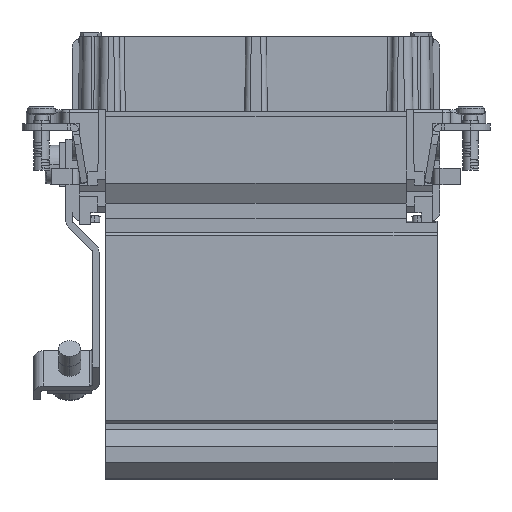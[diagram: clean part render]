
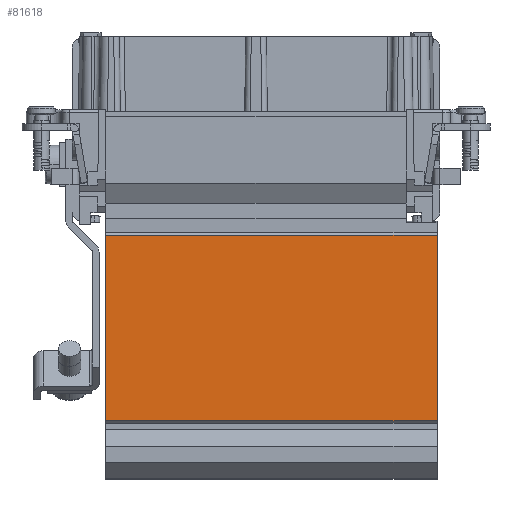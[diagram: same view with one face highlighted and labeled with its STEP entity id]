
A CAD part, left-side view. The second image highlights one B-rep face of the part: STEP entity #81618.
In plain terms, the highlighted planar face has unit normal (-1, 0, 0).
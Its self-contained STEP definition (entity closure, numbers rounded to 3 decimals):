
#2601=DIRECTION('',(0.,0.,-1.));
#2602=VECTOR('',#2601,33.467);
#2603=CARTESIAN_POINT('',(-16.851,-85.079,-20.145));
#2604=LINE('',#2603,#2602);
#4603=DIRECTION('',(0.,0.,-1.));
#4604=VECTOR('',#4603,33.467);
#4605=CARTESIAN_POINT('',(-16.851,-25.296,-20.145));
#4606=LINE('',#4605,#4604);
#27628=DIRECTION('',(0.,-1.,0.));
#27629=VECTOR('',#27628,59.783);
#27630=CARTESIAN_POINT('',(-16.851,-25.296,-20.145));
#27631=LINE('',#27630,#27629);
#27632=DIRECTION('',(0.,-1.,0.));
#27633=VECTOR('',#27632,59.783);
#27634=CARTESIAN_POINT('',(-16.851,-25.296,-53.612));
#27635=LINE('',#27634,#27633);
#41900=CARTESIAN_POINT('',(-16.851,-25.296,-20.145));
#41901=VERTEX_POINT('',#41900);
#41902=CARTESIAN_POINT('',(-16.851,-25.296,-53.612));
#41903=VERTEX_POINT('',#41902);
#42090=CARTESIAN_POINT('',(-16.851,-85.079,-20.145));
#42091=VERTEX_POINT('',#42090);
#42092=CARTESIAN_POINT('',(-16.851,-85.079,-53.612));
#42093=VERTEX_POINT('',#42092);
#81606=CARTESIAN_POINT('',(-16.851,-25.296,-20.145));
#81607=DIRECTION('',(-1.,0.,0.));
#81608=DIRECTION('',(0.,0.,-1.));
#81609=AXIS2_PLACEMENT_3D('',#81606,#81607,#81608);
#81610=PLANE('',#81609);
#81611=ORIENTED_EDGE('',*,*,#51609,.F.);
#81612=ORIENTED_EDGE('',*,*,#81601,.T.);
#81613=ORIENTED_EDGE('',*,*,#49890,.T.);
#81615=ORIENTED_EDGE('',*,*,#81614,.F.);
#81616=EDGE_LOOP('',(#81611,#81612,#81613,#81615));
#81617=FACE_OUTER_BOUND('',#81616,.F.);
#81618=ADVANCED_FACE('',(#81617),#81610,.T.);
#49890=EDGE_CURVE('',#42091,#42093,#2604,.T.);
#51609=EDGE_CURVE('',#41901,#41903,#4606,.T.);
#81601=EDGE_CURVE('',#41901,#42091,#27631,.T.);
#81614=EDGE_CURVE('',#41903,#42093,#27635,.T.);
